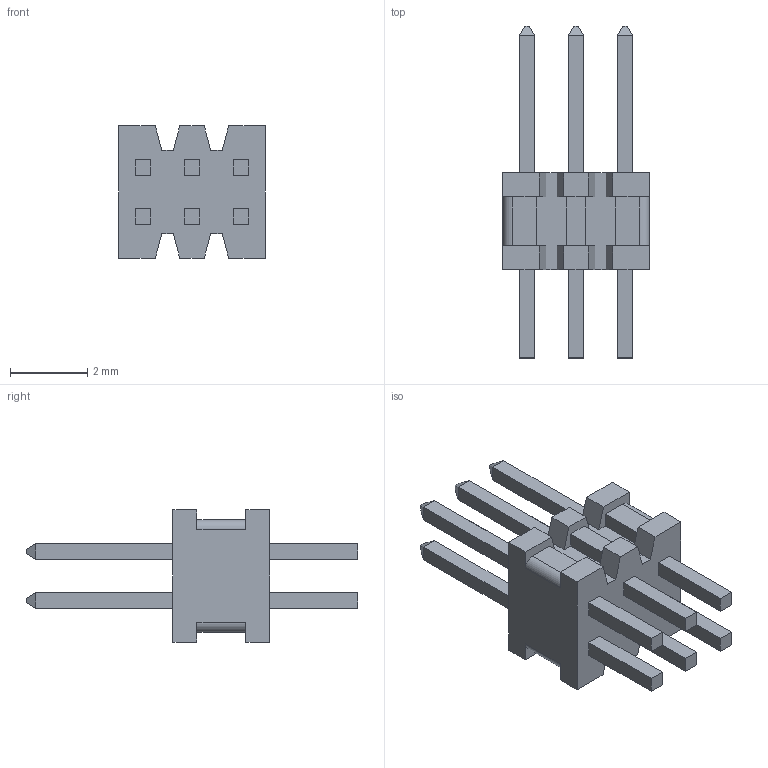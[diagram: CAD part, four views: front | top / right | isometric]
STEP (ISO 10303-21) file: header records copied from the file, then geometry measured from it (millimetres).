
FILE_DESCRIPTION (( 'STEP AP214' ), '1' );
FILE_NAME ('FTSH-103-04-L-D.STEP', '2020-04-23T17:07:54', ( '' ), ( '' ), 'SwSTEP 2.0', 'SolidWorks 2017', '' );
FILE_SCHEMA (( 'AUTOMOTIVE_DESIGN' ));
Length unit declared in the file: inch
Products named in the file (1): FTSH-103-04-L-D
Bounding box: 3.81 x 8.61 x 3.43 mm (x, y, z)
Volume: 33.3 mm3; surface area: 179.9 mm2
Topology: 13 solids, 13 shells, 186 faces, 456 edges, 296 vertices
Faces by surface type: plane 182, cylinder 4
Entity records: 6052 total; most frequent: CARTESIAN_POINT 939, ORIENTED_EDGE 912, DIRECTION 838, EDGE_CURVE 456, VECTOR 448, LINE 448, VERTEX_POINT 296, EDGE_LOOP 198
